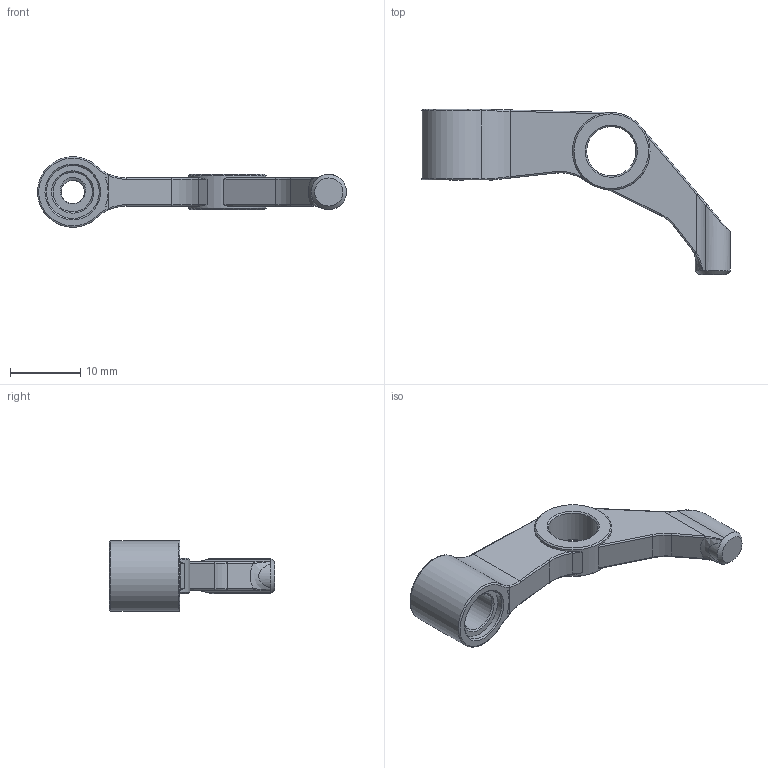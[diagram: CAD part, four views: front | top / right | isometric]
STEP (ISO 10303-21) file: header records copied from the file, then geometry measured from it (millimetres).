
FILE_DESCRIPTION(/* description */ (''),/* implementation_level */ '2;1');
FILE_NAME(/* name */ 'hardStopPivotArm.step',/* time_stamp */ '2025-07-02T19:18:46-07:00',/* author */ (''),/* organization */ (''),/* preprocessor_version */ 'ST-DEVELOPER v20.1',/* originating_system */ 'Autodesk Translation Framework v14.10.0.0',/* authorisation */ '');
FILE_SCHEMA (('AUTOMOTIVE_DESIGN { 1 0 10303 214 3 1 1 }'));
Length unit declared in the file: millimetre
Products named in the file (1): 2025-06-30-13-47-59-446
Bounding box: 43.84 x 23.43 x 10.01 mm (x, y, z)
Volume: 1788.8 mm3; surface area: 1629.2 mm2
Topology: 1 solids, 1 shells, 90 faces, 220 edges, 134 vertices
Faces by surface type: cylinder 33, plane 23, bspline 14, torus 12, cone 8
Full cylindrical faces by diameter (mm): 3.332 x1, 5.6 x1, 7 x1, 7.5 x1, 11 x1
Entity records: 3805 total; most frequent: CARTESIAN_POINT 1713, ORIENTED_EDGE 440, DIRECTION 421, EDGE_CURVE 220, AXIS2_PLACEMENT_3D 175, VERTEX_POINT 134, EDGE_LOOP 97, FACE_OUTER_BOUND 90
